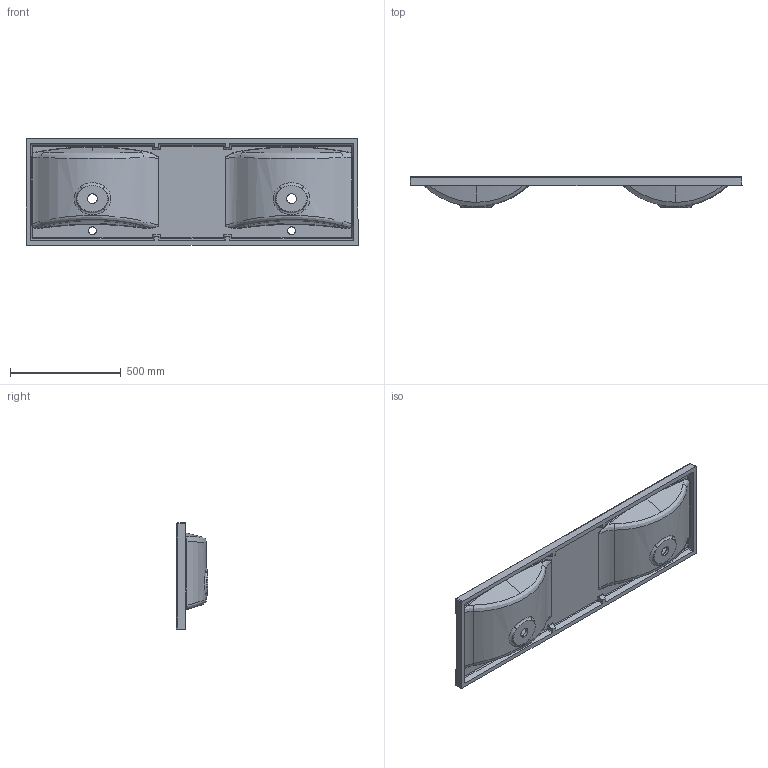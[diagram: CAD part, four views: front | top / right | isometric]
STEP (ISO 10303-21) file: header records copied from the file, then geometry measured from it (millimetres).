
FILE_DESCRIPTION (( 'STEP AP203' ), '1' );
FILE_NAME ('6229111542.step', '2020-12-18T12:32:25', ( 'admin' ), ( '' ), 'SwSTEP 2.0', 'SolidWorks 2019', '' );
FILE_SCHEMA (( 'CONFIG_CONTROL_DESIGN' ));
Length unit declared in the file: millimetre
Products named in the file (1): 6229111542
Bounding box: 1501 x 143 x 480.49 mm (x, y, z)
Volume: 15057135.2 mm3; surface area: 2008553.6 mm2
Topology: 1 solids, 1 shells, 249 faces, 606 edges, 354 vertices
Faces by surface type: bspline 102, cylinder 85, plane 34, torus 12, cone 10, sphere 6
Entity records: 17061 total; most frequent: CARTESIAN_POINT 12056, ORIENTED_EDGE 1196, DIRECTION 814, EDGE_CURVE 598, VERTEX_POINT 354, AXIS2_PLACEMENT_3D 320, EDGE_LOOP 264, FACE_OUTER_BOUND 249
